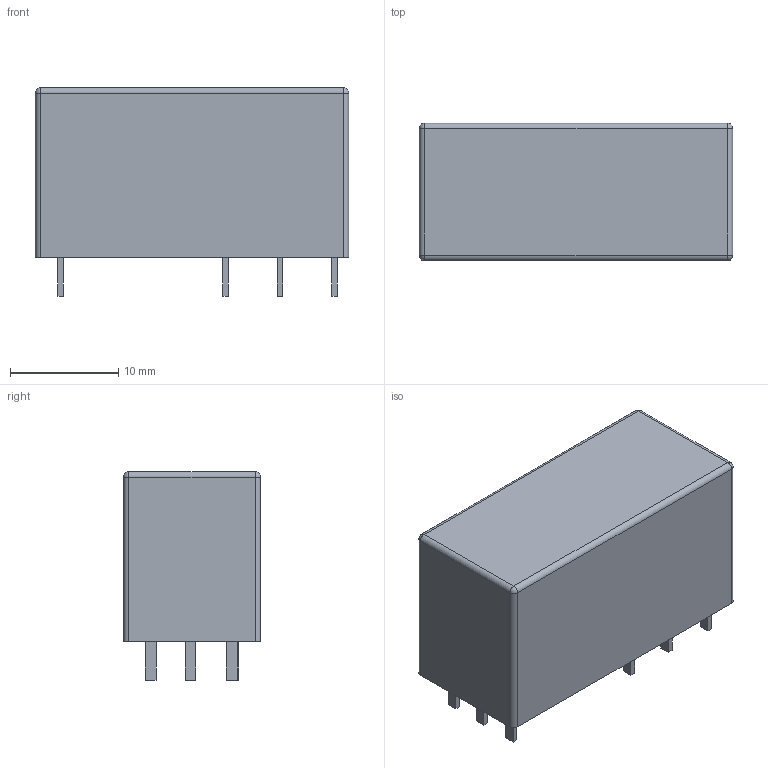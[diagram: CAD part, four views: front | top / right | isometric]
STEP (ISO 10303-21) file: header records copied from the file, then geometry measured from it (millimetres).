
FILE_DESCRIPTION(/* description */ (''),/* implementation_level */ '2;1');
FILE_NAME(/* name */ 'REL_TYCO_SCHRACK_RT314FXX.stp',/* time_stamp */ '2017-06-28T16:40:50+02:00',/* author */ ('riccim'),/* organization */ (''),/* preprocessor_version */ 'ST-DEVELOPER v16.5',/* originating_system */ 'AutoCAD Mechanical',/* authorisation */ '');
FILE_SCHEMA (('AUTOMOTIVE_DESIGN { 1 0 10303 214 3 1 1 }'));
Length unit declared in the file: millimetre
Products named in the file (1): Product
Bounding box: 29 x 12.7 x 19.3 mm (x, y, z)
Volume: 5790.8 mm3; surface area: 2120.4 mm2
Topology: 10 solids, 10 shells, 72 faces, 148 edges, 92 vertices
Faces by surface type: plane 60, cylinder 8, sphere 4
Entity records: 1858 total; most frequent: CARTESIAN_POINT 309, DIRECTION 306, ORIENTED_EDGE 288, EDGE_CURVE 144, LINE 128, VECTOR 128, VERTEX_POINT 92, AXIS2_PLACEMENT_3D 89
